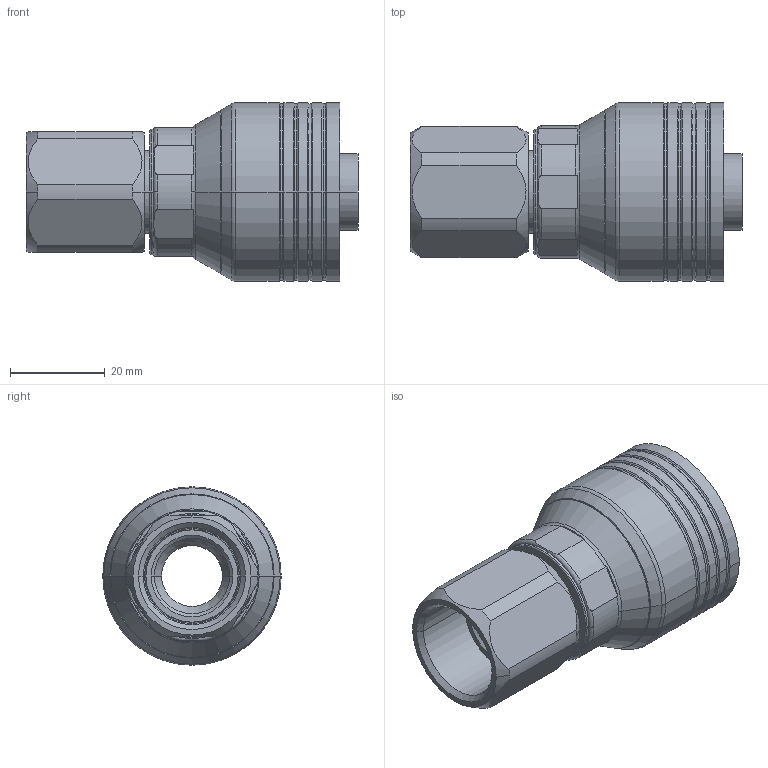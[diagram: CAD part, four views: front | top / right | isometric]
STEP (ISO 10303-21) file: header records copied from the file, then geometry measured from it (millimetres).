
FILE_DESCRIPTION((''),'2;1');
FILE_NAME('1BA10FJ10','2019-01-02T',('E5251691'),('Eaton Hydraulics Inc.'),'PRO/ENGINEER BY PARAMETRIC TECHNOLOGY CORPORATION, 2010280','PRO/ENGINEER BY PARAMETRIC TECHNOLOGY CORPORATION, 2010280','');
FILE_SCHEMA(('CONFIG_CONTROL_DESIGN'));
Length unit declared in the file: inch
Products named in the file (4): 1F40610-1010; 1290-10; 4S10_CRIMP_H1; 1BA10FJ10
Assembly tree (3 placements, depth 2):
  1BA10FJ10
    1F40610-1010
    1290-10
    4S10_CRIMP_H1
Bounding box: 69.96 x 37.62 x 37.62 mm (x, y, z)
Volume: 19365.9 mm3; surface area: 18932.9 mm2
Topology: 3 solids, 3 shells, 135 faces, 304 edges, 178 vertices
Faces by surface type: cone 48, cylinder 46, plane 27, torus 14
Entity records: 4224 total; most frequent: CARTESIAN_POINT 1036, DIRECTION 720, ORIENTED_EDGE 608, AXIS2_PLACEMENT_3D 304, EDGE_CURVE 304, VERTEX_POINT 178, CIRCLE 162, EDGE_LOOP 144
